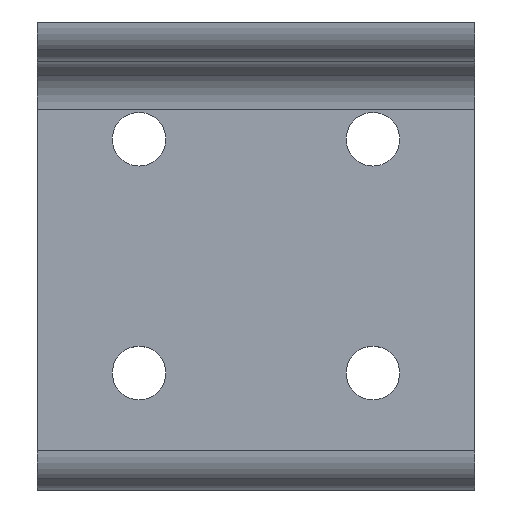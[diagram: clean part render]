
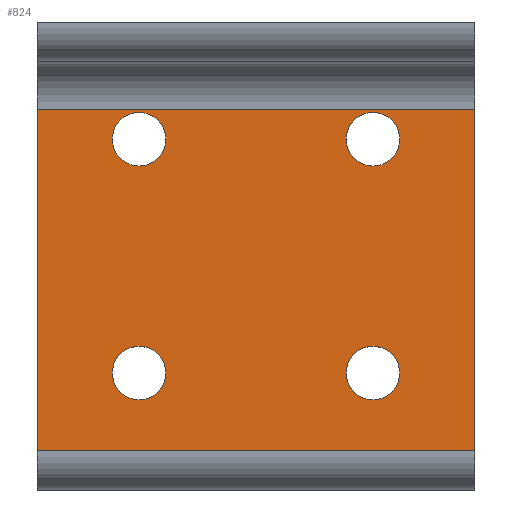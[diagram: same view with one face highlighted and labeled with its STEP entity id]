
A CAD part, top view. The second image highlights one B-rep face of the part: STEP entity #824.
In plain terms, the highlighted planar face has unit normal (0, 0, 1).
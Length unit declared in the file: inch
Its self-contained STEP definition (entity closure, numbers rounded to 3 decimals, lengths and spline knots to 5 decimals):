
#145=CARTESIAN_POINT('',(1.405,-2.75,0.25));
#146=VERTEX_POINT('',#145);
#154=CARTESIAN_POINT('',(-1.405,-2.75,0.25));
#155=VERTEX_POINT('',#154);
#156=CARTESIAN_POINT('',(1.405,-2.75,0.25));
#157=DIRECTION('',(-1.0,0.0,0.0));
#158=VECTOR('',#157,2.81);
#159=LINE('',#156,#158);
#160=EDGE_CURVE('',#146,#155,#159,.T.);
#347=CARTESIAN_POINT('',(0.92187,-2.25,0.25));
#348=VERTEX_POINT('',#347);
#364=CARTESIAN_POINT('',(0.57812,-2.25,0.25));
#365=VERTEX_POINT('',#364);
#372=CARTESIAN_POINT('',(0.75,-2.25,0.25));
#373=DIRECTION('',(0.0,0.0,-1.0));
#374=DIRECTION('',(1.0,0.0,0.0));
#375=AXIS2_PLACEMENT_3D('',#372,#373,#374);
#376=CIRCLE('',#375,0.17188);
#377=EDGE_CURVE('',#348,#365,#376,.T.);
#389=CARTESIAN_POINT('',(0.92188,-0.75,0.25));
#390=VERTEX_POINT('',#389);
#406=CARTESIAN_POINT('',(0.57813,-0.75,0.25));
#407=VERTEX_POINT('',#406);
#414=CARTESIAN_POINT('',(0.75,-0.75,0.25));
#415=DIRECTION('',(0.0,0.0,-1.0));
#416=DIRECTION('',(1.0,0.0,0.0));
#417=AXIS2_PLACEMENT_3D('',#414,#415,#416);
#418=CIRCLE('',#417,0.17188);
#419=EDGE_CURVE('',#390,#407,#418,.T.);
#431=CARTESIAN_POINT('',(-0.57813,-2.25,0.25));
#432=VERTEX_POINT('',#431);
#448=CARTESIAN_POINT('',(-0.92188,-2.25,0.25));
#449=VERTEX_POINT('',#448);
#456=CARTESIAN_POINT('',(-0.75,-2.25,0.25));
#457=DIRECTION('',(0.0,0.0,-1.0));
#458=DIRECTION('',(1.0,0.0,0.0));
#459=AXIS2_PLACEMENT_3D('',#456,#457,#458);
#460=CIRCLE('',#459,0.17188);
#461=EDGE_CURVE('',#432,#449,#460,.T.);
#473=CARTESIAN_POINT('',(-0.57813,-0.75,0.25));
#474=VERTEX_POINT('',#473);
#490=CARTESIAN_POINT('',(-0.92188,-0.75,0.25));
#491=VERTEX_POINT('',#490);
#498=CARTESIAN_POINT('',(-0.75,-0.75,0.25));
#499=DIRECTION('',(0.0,0.0,-1.0));
#500=DIRECTION('',(1.0,0.0,0.0));
#501=AXIS2_PLACEMENT_3D('',#498,#499,#500);
#502=CIRCLE('',#501,0.17188);
#503=EDGE_CURVE('',#474,#491,#502,.T.);
#514=CARTESIAN_POINT('',(-0.75,-0.75,0.25));
#515=DIRECTION('',(0.0,0.0,-1.0));
#516=DIRECTION('',(1.0,0.0,0.0));
#517=AXIS2_PLACEMENT_3D('',#514,#515,#516);
#518=CIRCLE('',#517,0.17188);
#519=EDGE_CURVE('',#491,#474,#518,.T.);
#538=CARTESIAN_POINT('',(-0.75,-2.25,0.25));
#539=DIRECTION('',(0.0,0.0,-1.0));
#540=DIRECTION('',(1.0,0.0,0.0));
#541=AXIS2_PLACEMENT_3D('',#538,#539,#540);
#542=CIRCLE('',#541,0.17188);
#543=EDGE_CURVE('',#449,#432,#542,.T.);
#562=CARTESIAN_POINT('',(0.75,-0.75,0.25));
#563=DIRECTION('',(0.0,0.0,-1.0));
#564=DIRECTION('',(1.0,0.0,0.0));
#565=AXIS2_PLACEMENT_3D('',#562,#563,#564);
#566=CIRCLE('',#565,0.17188);
#567=EDGE_CURVE('',#407,#390,#566,.T.);
#586=CARTESIAN_POINT('',(0.75,-2.25,0.25));
#587=DIRECTION('',(0.0,0.0,-1.0));
#588=DIRECTION('',(1.0,0.0,0.0));
#589=AXIS2_PLACEMENT_3D('',#586,#587,#588);
#590=CIRCLE('',#589,0.17188);
#591=EDGE_CURVE('',#365,#348,#590,.T.);
#760=CARTESIAN_POINT('',(-1.405,-0.562,0.25));
#761=VERTEX_POINT('',#760);
#769=CARTESIAN_POINT('',(1.405,-0.562,0.25));
#770=VERTEX_POINT('',#769);
#771=CARTESIAN_POINT('',(1.405,-0.562,0.25));
#772=DIRECTION('',(-1.0,0.0,0.0));
#773=VECTOR('',#772,2.81);
#774=LINE('',#771,#773);
#775=EDGE_CURVE('',#770,#761,#774,.T.);
#787=CARTESIAN_POINT('',(1.405,-0.562,0.25));
#788=DIRECTION('',(0.0,0.0,1.0));
#789=DIRECTION('',(0.0,-1.0,0.0));
#790=AXIS2_PLACEMENT_3D('',#787,#788,#789);
#791=PLANE('',#790);
#792=CARTESIAN_POINT('',(-1.405,-0.562,0.25));
#793=DIRECTION('',(0.0,-1.0,0.0));
#794=VECTOR('',#793,2.188);
#795=LINE('',#792,#794);
#796=EDGE_CURVE('',#761,#155,#795,.T.);
#797=ORIENTED_EDGE('',*,*,#796,.T.);
#798=ORIENTED_EDGE('',*,*,#160,.F.);
#799=CARTESIAN_POINT('',(1.405,-0.562,0.25));
#800=DIRECTION('',(0.0,-1.0,0.0));
#801=VECTOR('',#800,2.188);
#802=LINE('',#799,#801);
#803=EDGE_CURVE('',#770,#146,#802,.T.);
#804=ORIENTED_EDGE('',*,*,#803,.F.);
#805=ORIENTED_EDGE('',*,*,#775,.T.);
#806=EDGE_LOOP('',(#797,#798,#804,#805));
#807=FACE_OUTER_BOUND('',#806,.T.);
#808=ORIENTED_EDGE('',*,*,#503,.T.);
#809=ORIENTED_EDGE('',*,*,#519,.T.);
#810=EDGE_LOOP('',(#808,#809));
#811=FACE_BOUND('',#810,.T.);
#812=ORIENTED_EDGE('',*,*,#461,.T.);
#813=ORIENTED_EDGE('',*,*,#543,.T.);
#814=EDGE_LOOP('',(#812,#813));
#815=FACE_BOUND('',#814,.T.);
#816=ORIENTED_EDGE('',*,*,#419,.T.);
#817=ORIENTED_EDGE('',*,*,#567,.T.);
#818=EDGE_LOOP('',(#816,#817));
#819=FACE_BOUND('',#818,.T.);
#820=ORIENTED_EDGE('',*,*,#377,.T.);
#821=ORIENTED_EDGE('',*,*,#591,.T.);
#822=EDGE_LOOP('',(#820,#821));
#823=FACE_BOUND('',#822,.T.);
#824=ADVANCED_FACE('',(#807,#811,#815,#819,#823),#791,.T.);
